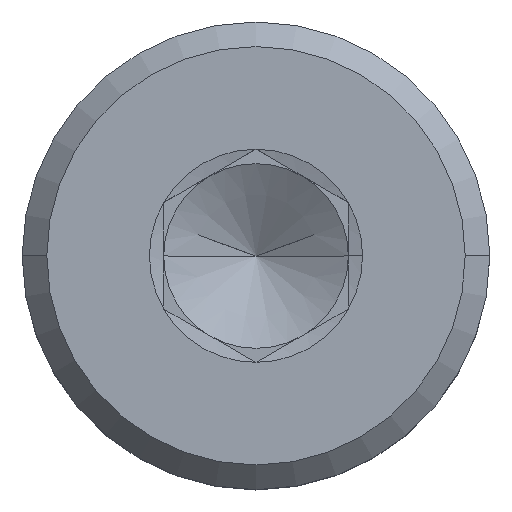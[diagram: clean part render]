
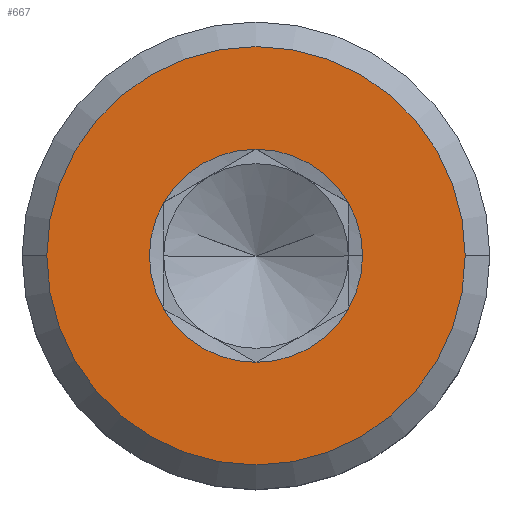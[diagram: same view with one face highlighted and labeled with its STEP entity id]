
A CAD part, top view. The second image highlights one B-rep face of the part: STEP entity #667.
In plain terms, the highlighted planar face has unit normal (0, 0, 1).
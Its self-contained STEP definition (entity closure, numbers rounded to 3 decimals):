
#1 = AXIS2_PLACEMENT_3D ( 'NONE', #69, #404, #986 ) ;
#17 = EDGE_CURVE ( 'NONE', #592, #62, #977, .T. ) ;
#18 = DIRECTION ( 'NONE',  ( 1., 0., 0. ) ) ;
#39 = DIRECTION ( 'NONE',  ( 1., 0., 0. ) ) ;
#53 = CARTESIAN_POINT ( 'NONE',  ( 0., 0., 0. ) ) ;
#60 = VERTEX_POINT ( 'NONE', #722 ) ;
#62 = VERTEX_POINT ( 'NONE', #785 ) ;
#69 = CARTESIAN_POINT ( 'NONE',  ( 0., 0., 0. ) ) ;
#76 = CARTESIAN_POINT ( 'NONE',  ( 1.7, 0., 0. ) ) ;
#84 = FACE_BOUND ( 'NONE', #152, .T. ) ;
#94 = EDGE_CURVE ( 'NONE', #62, #484, #727, .T. ) ;
#98 = CARTESIAN_POINT ( 'NONE',  ( 0., 0., 0. ) ) ;
#116 = ORIENTED_EDGE ( 'NONE', *, *, #17, .F. ) ;
#119 = VERTEX_POINT ( 'NONE', #890 ) ;
#126 = CIRCLE ( 'NONE', #508, 1.7 ) ;
#144 = DIRECTION ( 'NONE',  ( 1., 0., 0. ) ) ;
#152 = EDGE_LOOP ( 'NONE', ( #717, #1057, #994, #929, #116, #952, #848 ) ) ;
#153 = CIRCLE ( 'NONE', #492, 1.7 ) ;
#155 = VERTEX_POINT ( 'NONE', #536 ) ;
#159 = AXIS2_PLACEMENT_3D ( 'NONE', #53, #1049, #1058 ) ;
#173 = EDGE_CURVE ( 'NONE', #1046, #155, #1029, .T. ) ;
#195 = AXIS2_PLACEMENT_3D ( 'NONE', #837, #337, #922 ) ;
#219 = CARTESIAN_POINT ( 'NONE',  ( 0.866, 0., 0. ) ) ;
#220 = CARTESIAN_POINT ( 'NONE',  ( 0., 0., 0. ) ) ;
#221 = PLANE ( 'NONE',  #406 ) ;
#280 = EDGE_CURVE ( 'NONE', #484, #1046, #801, .T. ) ;
#291 = VERTEX_POINT ( 'NONE', #553 ) ;
#294 = VERTEX_POINT ( 'NONE', #76 ) ;
#304 = DIRECTION ( 'NONE',  ( -1., 0., 0. ) ) ;
#337 = DIRECTION ( 'NONE',  ( 0., 0., 1. ) ) ;
#343 = CIRCLE ( 'NONE', #195, 0.866 ) ;
#404 = DIRECTION ( 'NONE',  ( 0., 0., 1. ) ) ;
#406 = AXIS2_PLACEMENT_3D ( 'NONE', #894, #554, #304 ) ;
#410 = DIRECTION ( 'NONE',  ( 1., 0., 0. ) ) ;
#452 = AXIS2_PLACEMENT_3D ( 'NONE', #747, #916, #410 ) ;
#477 = DIRECTION ( 'NONE',  ( 0., 0., 1. ) ) ;
#484 = VERTEX_POINT ( 'NONE', #934 ) ;
#492 = AXIS2_PLACEMENT_3D ( 'NONE', #734, #569, #903 ) ;
#508 = AXIS2_PLACEMENT_3D ( 'NONE', #650, #1063, #557 ) ;
#533 = DIRECTION ( 'NONE',  ( 0., 0., 1. ) ) ;
#536 = CARTESIAN_POINT ( 'NONE',  ( -0.75, -0.433, 0. ) ) ;
#553 = CARTESIAN_POINT ( 'NONE',  ( 0.75, -0.433, 0. ) ) ;
#554 = DIRECTION ( 'NONE',  ( 0., 0., -1. ) ) ;
#557 = DIRECTION ( 'NONE',  ( 1., 0., 0. ) ) ;
#569 = DIRECTION ( 'NONE',  ( 0., 0., 1. ) ) ;
#592 = VERTEX_POINT ( 'NONE', #219 ) ;
#649 = EDGE_CURVE ( 'NONE', #60, #294, #153, .T. ) ;
#650 = CARTESIAN_POINT ( 'NONE',  ( 0., 0., 0. ) ) ;
#667 = ADVANCED_FACE ( 'NONE', ( #764, #84 ), #221, .F. ) ;
#695 = EDGE_CURVE ( 'NONE', #291, #592, #841, .T. ) ;
#702 = EDGE_LOOP ( 'NONE', ( #867, #964 ) ) ;
#715 = EDGE_CURVE ( 'NONE', #294, #60, #126, .T. ) ;
#717 = ORIENTED_EDGE ( 'NONE', *, *, #825, .F. ) ;
#720 = AXIS2_PLACEMENT_3D ( 'NONE', #220, #477, #144 ) ;
#722 = CARTESIAN_POINT ( 'NONE',  ( -1.7, 0., 0. ) ) ;
#727 = CIRCLE ( 'NONE', #159, 0.866 ) ;
#734 = CARTESIAN_POINT ( 'NONE',  ( 0., 0., 0. ) ) ;
#747 = CARTESIAN_POINT ( 'NONE',  ( 0., 0., 0. ) ) ;
#758 = AXIS2_PLACEMENT_3D ( 'NONE', #98, #1025, #18 ) ;
#764 = FACE_OUTER_BOUND ( 'NONE', #702, .T. ) ;
#785 = CARTESIAN_POINT ( 'NONE',  ( 0.75, 0.433, 0. ) ) ;
#799 = CIRCLE ( 'NONE', #758, 0.866 ) ;
#801 = CIRCLE ( 'NONE', #452, 0.866 ) ;
#806 = AXIS2_PLACEMENT_3D ( 'NONE', #1039, #533, #39 ) ;
#825 = EDGE_CURVE ( 'NONE', #155, #119, #343, .T. ) ;
#837 = CARTESIAN_POINT ( 'NONE',  ( 0., 0., 0. ) ) ;
#841 = CIRCLE ( 'NONE', #1, 0.866 ) ;
#848 = ORIENTED_EDGE ( 'NONE', *, *, #885, .F. ) ;
#867 = ORIENTED_EDGE ( 'NONE', *, *, #649, .T. ) ;
#874 = CARTESIAN_POINT ( 'NONE',  ( -0.75, 0.433, 0. ) ) ;
#885 = EDGE_CURVE ( 'NONE', #119, #291, #799, .T. ) ;
#890 = CARTESIAN_POINT ( 'NONE',  ( 0., -0.866, 0. ) ) ;
#894 = CARTESIAN_POINT ( 'NONE',  ( 0., 0., 0. ) ) ;
#903 = DIRECTION ( 'NONE',  ( 1., 0., 0. ) ) ;
#916 = DIRECTION ( 'NONE',  ( 0., 0., 1. ) ) ;
#922 = DIRECTION ( 'NONE',  ( 1., 0., 0. ) ) ;
#929 = ORIENTED_EDGE ( 'NONE', *, *, #94, .F. ) ;
#934 = CARTESIAN_POINT ( 'NONE',  ( 0., 0.866, 0. ) ) ;
#952 = ORIENTED_EDGE ( 'NONE', *, *, #695, .F. ) ;
#964 = ORIENTED_EDGE ( 'NONE', *, *, #715, .T. ) ;
#977 = CIRCLE ( 'NONE', #806, 0.866 ) ;
#986 = DIRECTION ( 'NONE',  ( 1., 0., 0. ) ) ;
#994 = ORIENTED_EDGE ( 'NONE', *, *, #280, .F. ) ;
#1025 = DIRECTION ( 'NONE',  ( 0., 0., 1. ) ) ;
#1029 = CIRCLE ( 'NONE', #720, 0.866 ) ;
#1039 = CARTESIAN_POINT ( 'NONE',  ( 0., 0., 0. ) ) ;
#1046 = VERTEX_POINT ( 'NONE', #874 ) ;
#1049 = DIRECTION ( 'NONE',  ( 0., 0., 1. ) ) ;
#1057 = ORIENTED_EDGE ( 'NONE', *, *, #173, .F. ) ;
#1058 = DIRECTION ( 'NONE',  ( 1., 0., 0. ) ) ;
#1063 = DIRECTION ( 'NONE',  ( 0., 0., 1. ) ) ;
